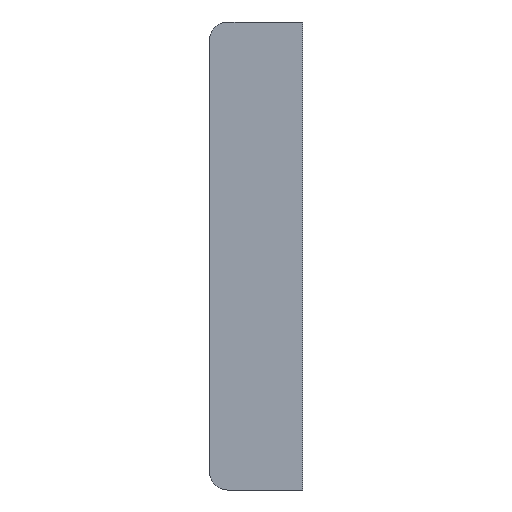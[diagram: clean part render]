
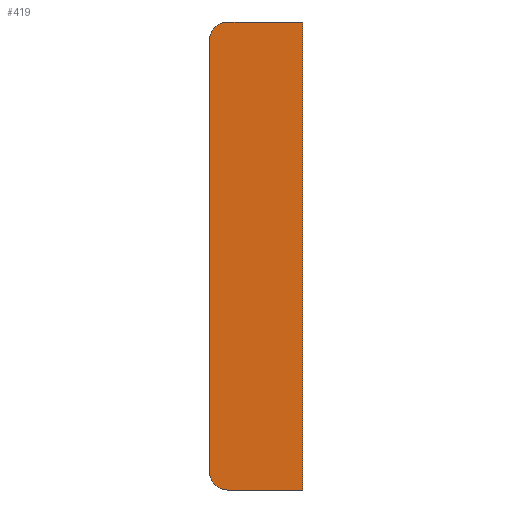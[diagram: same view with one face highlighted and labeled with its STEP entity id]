
A CAD part, front view. The second image highlights one B-rep face of the part: STEP entity #419.
In plain terms, the highlighted planar face has unit normal (0, -1, 0).
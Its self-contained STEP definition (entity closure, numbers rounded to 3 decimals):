
#41=CIRCLE('',#477,4.);
#42=CIRCLE('',#480,4.);
#61=FACE_OUTER_BOUND('',#85,.T.);
#85=EDGE_LOOP('',(#357,#358,#359,#360,#361,#362,#363,#364));
#93=LINE('',#612,#135);
#99=LINE('',#630,#141);
#105=LINE('',#641,#147);
#128=LINE('',#712,#170);
#130=LINE('',#715,#172);
#131=LINE('',#717,#173);
#135=VECTOR('',#490,10.);
#141=VECTOR('',#506,10.);
#147=VECTOR('',#514,10.);
#170=VECTOR('',#589,10.);
#172=VECTOR('',#593,10.);
#173=VECTOR('',#594,10.);
#177=VERTEX_POINT('',#609);
#178=VERTEX_POINT('',#611);
#185=VERTEX_POINT('',#629);
#189=VERTEX_POINT('',#639);
#209=VERTEX_POINT('',#705);
#210=VERTEX_POINT('',#707);
#211=VERTEX_POINT('',#711);
#212=VERTEX_POINT('',#716);
#215=EDGE_CURVE('',#177,#178,#93,.T.);
#224=EDGE_CURVE('',#178,#185,#99,.T.);
#230=EDGE_CURVE('',#189,#177,#105,.T.);
#263=EDGE_CURVE('',#209,#210,#41,.T.);
#265=EDGE_CURVE('',#210,#211,#128,.T.);
#267=EDGE_CURVE('',#185,#209,#130,.T.);
#268=EDGE_CURVE('',#212,#189,#131,.T.);
#269=EDGE_CURVE('',#211,#212,#42,.T.);
#357=ORIENTED_EDGE('',*,*,#263,.F.);
#358=ORIENTED_EDGE('',*,*,#267,.F.);
#359=ORIENTED_EDGE('',*,*,#224,.F.);
#360=ORIENTED_EDGE('',*,*,#215,.F.);
#361=ORIENTED_EDGE('',*,*,#230,.F.);
#362=ORIENTED_EDGE('',*,*,#268,.F.);
#363=ORIENTED_EDGE('',*,*,#269,.F.);
#364=ORIENTED_EDGE('',*,*,#265,.F.);
#398=PLANE('',#479);
#419=ADVANCED_FACE('',(#61),#398,.T.);
#477=AXIS2_PLACEMENT_3D('',#708,#584,#585);
#479=AXIS2_PLACEMENT_3D('',#714,#591,#592);
#480=AXIS2_PLACEMENT_3D('',#718,#595,#596);
#490=DIRECTION('',(0.,0.,-1.));
#506=DIRECTION('',(0.,0.,-1.));
#514=DIRECTION('',(0.,0.,-1.));
#584=DIRECTION('center_axis',(0.,1.,0.));
#585=DIRECTION('ref_axis',(-0.707,0.,-0.707));
#589=DIRECTION('',(0.,0.,1.));
#591=DIRECTION('center_axis',(0.,-1.,0.));
#592=DIRECTION('ref_axis',(1.,0.,0.));
#593=DIRECTION('',(-1.,0.,0.));
#594=DIRECTION('',(1.,0.,0.));
#595=DIRECTION('center_axis',(0.,1.,0.));
#596=DIRECTION('ref_axis',(-0.707,0.,0.707));
#609=CARTESIAN_POINT('',(20.,0.,25.));
#611=CARTESIAN_POINT('',(20.,0.,-25.));
#612=CARTESIAN_POINT('',(20.,0.,0.));
#629=CARTESIAN_POINT('',(20.,0.,-50.));
#630=CARTESIAN_POINT('',(20.,0.,0.));
#639=CARTESIAN_POINT('',(20.,0.,50.));
#641=CARTESIAN_POINT('',(20.,0.,0.));
#705=CARTESIAN_POINT('',(4.,0.,-50.));
#707=CARTESIAN_POINT('',(0.,0.,-46.));
#708=CARTESIAN_POINT('Origin',(4.,0.,-46.));
#711=CARTESIAN_POINT('',(0.,0.,46.));
#712=CARTESIAN_POINT('',(0.,0.,0.));
#714=CARTESIAN_POINT('Origin',(0.,0.,0.));
#715=CARTESIAN_POINT('',(0.,0.,-50.));
#716=CARTESIAN_POINT('',(4.,0.,50.));
#717=CARTESIAN_POINT('',(0.,0.,50.));
#718=CARTESIAN_POINT('Origin',(4.,0.,46.));
